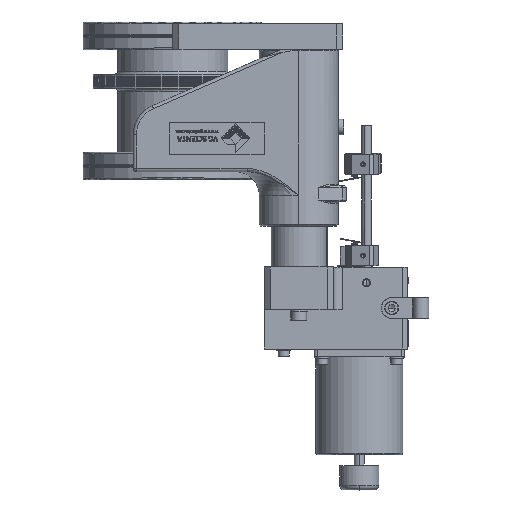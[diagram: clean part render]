
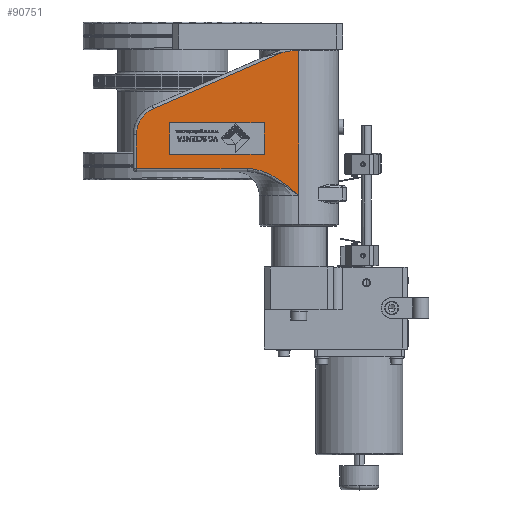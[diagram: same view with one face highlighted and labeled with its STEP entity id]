
A CAD part, top view. The second image highlights one B-rep face of the part: STEP entity #90751.
In plain terms, the highlighted planar face has unit normal (0, 0, 1).
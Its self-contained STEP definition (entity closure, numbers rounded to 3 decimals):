
#5841=CARTESIAN_POINT('',(80.,-110.,65.));
#9931=CARTESIAN_POINT('',(80.,-18.077,65.));
#9932=CARTESIAN_POINT('',(79.588,-18.077,65.));
#9933=CARTESIAN_POINT('',(78.762,-18.089,65.));
#9934=CARTESIAN_POINT('',(77.517,-18.142,65.));
#9935=CARTESIAN_POINT('',(76.268,-18.231,65.));
#9936=CARTESIAN_POINT('',(75.008,-18.357,65.));
#9937=CARTESIAN_POINT('',(73.764,-18.514,65.));
#9938=CARTESIAN_POINT('',(72.509,-18.706,65.));
#9939=CARTESIAN_POINT('',(71.246,-18.931,65.));
#9940=CARTESIAN_POINT('',(70.395,-19.104,65.));
#9941=CARTESIAN_POINT('',(69.968,-19.196,65.));
#9943=CARTESIAN_POINT('',(69.968,-19.196,65.));
#10043=DIRECTION('',(0.,-1.,0.));
#10044=VECTOR('',#10043,91.923);
#10045=CARTESIAN_POINT('',(80.,-18.077,65.));
#10046=LINE('',#10045,#10044);
#10047=CARTESIAN_POINT('',(-5.,-71.548,65.));
#10048=DIRECTION('',(0.,0.,-1.));
#10049=DIRECTION('',(-1.,0.,0.));
#10050=AXIS2_PLACEMENT_3D('',#10047,#10048,#10049);
#10052=DIRECTION('',(0.917,0.4,0.));
#10053=VECTOR('',#10052,89.649);
#10054=CARTESIAN_POINT('',(-12.199,-55.051,65.));
#10055=LINE('',#10054,#10053);
#10056=DIRECTION('',(-1.,0.,0.));
#10057=VECTOR('',#10056,60.);
#10058=CARTESIAN_POINT('',(58.,-64.,65.));
#10059=LINE('',#10058,#10057);
#10060=DIRECTION('',(0.,-1.,0.));
#10061=VECTOR('',#10060,20.);
#10062=CARTESIAN_POINT('',(-2.,-64.,65.));
#10063=LINE('',#10062,#10061);
#10064=DIRECTION('',(1.,0.,0.));
#10065=VECTOR('',#10064,60.);
#10066=CARTESIAN_POINT('',(-2.,-84.,65.));
#10067=LINE('',#10066,#10065);
#10068=DIRECTION('',(0.,1.,0.));
#10069=VECTOR('',#10068,20.);
#10070=CARTESIAN_POINT('',(58.,-84.,65.));
#10071=LINE('',#10070,#10069);
#10072=CARTESIAN_POINT('',(47.274,-93.,65.));
#10073=CARTESIAN_POINT('',(47.772,-92.999,
65.));
#10074=CARTESIAN_POINT('',(48.792,-93.03,
65.));
#10075=CARTESIAN_POINT('',(50.37,-93.166,
65.));
#10076=CARTESIAN_POINT('',(52.053,-93.417,65.));
#10077=CARTESIAN_POINT('',(53.559,-93.724,65.));
#10078=CARTESIAN_POINT('',(55.284,-94.169,65.));
#10079=CARTESIAN_POINT('',(56.926,-94.691,65.));
#10080=CARTESIAN_POINT('',(58.601,-95.31,65.));
#10081=CARTESIAN_POINT('',(60.32,-96.046,65.));
#10082=CARTESIAN_POINT('',(61.735,-96.723,65.));
#10083=CARTESIAN_POINT('',(63.241,-97.507,65.));
#10084=CARTESIAN_POINT('',(64.723,-98.35,65.));
#10085=CARTESIAN_POINT('',(65.941,-99.089,65.));
#10086=CARTESIAN_POINT('',(67.337,-99.988,65.));
#10087=CARTESIAN_POINT('',(68.461,-100.751,65.));
#10088=CARTESIAN_POINT('',(69.821,-101.715,65.));
#10089=CARTESIAN_POINT('',(71.069,-102.64,65.));
#10090=CARTESIAN_POINT('',(72.313,-103.595,65.));
#10091=CARTESIAN_POINT('',(73.724,-104.713,65.));
#10092=CARTESIAN_POINT('',(75.238,-105.953,65.));
#10093=CARTESIAN_POINT('',(76.607,-107.098,65.));
#10094=CARTESIAN_POINT('',(78.201,-108.454,65.));
#10095=CARTESIAN_POINT('',(79.379,-109.465,65.));
#10096=CARTESIAN_POINT('',(80.,-110.,65.));
#10098=DIRECTION('',(1.,0.,0.));
#10099=VECTOR('',#10098,70.274);
#10100=CARTESIAN_POINT('',(-23.,-93.,65.));
#10101=LINE('',#10100,#10099);
#10525=DIRECTION('',(0.,-1.,0.));
#10526=VECTOR('',#10525,21.452);
#10527=CARTESIAN_POINT('',(-23.,-71.548,65.));
#10528=LINE('',#10527,#10526);
#64878=VERTEX_POINT('',#5841);
#65036=CARTESIAN_POINT('',(80.,-18.077,65.));
#65037=VERTEX_POINT('',#65036);
#65212=VERTEX_POINT('',#9943);
#65213=VERTEX_POINT('',#10072);
#65214=CARTESIAN_POINT('',(-23.,-93.,65.));
#65215=VERTEX_POINT('',#65214);
#65216=CARTESIAN_POINT('',(-23.,-71.548,65.));
#65217=VERTEX_POINT('',#65216);
#65218=CARTESIAN_POINT('',(-12.199,-55.051,65.));
#65219=VERTEX_POINT('',#65218);
#80821=CARTESIAN_POINT('',(58.,-64.,65.));
#80822=CARTESIAN_POINT('',(-2.,-64.,65.));
#80823=VERTEX_POINT('',#80821);
#80824=VERTEX_POINT('',#80822);
#80825=CARTESIAN_POINT('',(-2.,-84.,65.));
#80826=VERTEX_POINT('',#80825);
#80827=CARTESIAN_POINT('',(58.,-84.,65.));
#80828=VERTEX_POINT('',#80827);
#90722=CARTESIAN_POINT('',(28.5,-64.039,65.));
#90723=DIRECTION('',(0.,0.,1.));
#90724=DIRECTION('',(1.,0.,0.));
#90725=AXIS2_PLACEMENT_3D('',#90722,#90723,#90724);
#90726=PLANE('',#90725);
#90727=ORIENTED_EDGE('',*,*,#90698,.F.);
#90728=ORIENTED_EDGE('',*,*,#90683,.T.);
#90730=ORIENTED_EDGE('',*,*,#90729,.F.);
#90732=ORIENTED_EDGE('',*,*,#90731,.F.);
#90734=ORIENTED_EDGE('',*,*,#90733,.F.);
#90736=ORIENTED_EDGE('',*,*,#90735,.T.);
#90738=ORIENTED_EDGE('',*,*,#90737,.T.);
#90739=EDGE_LOOP('',(#90727,#90728,#90730,#90732,#90734,#90736,#90738));
#90740=FACE_OUTER_BOUND('',#90739,.F.);
#90742=ORIENTED_EDGE('',*,*,#90741,.T.);
#90744=ORIENTED_EDGE('',*,*,#90743,.T.);
#90746=ORIENTED_EDGE('',*,*,#90745,.T.);
#90748=ORIENTED_EDGE('',*,*,#90747,.T.);
#90749=EDGE_LOOP('',(#90742,#90744,#90746,#90748));
#90750=FACE_BOUND('',#90749,.F.);
#9942=B_SPLINE_CURVE_WITH_KNOTS('',3,(#9931,#9932,#9933,#9934,#9935,#9936,#9937,
#9938,#9939,#9940,#9941),.UNSPECIFIED.,.F.,.F.,(4,1,1,1,1,1,1,1,4),(0.,
0.125,0.25,0.375,0.5,0.625,0.75,0.875,1.),.UNSPECIFIED.);
#10051=CIRCLE('',#10050,18.);
#10097=B_SPLINE_CURVE_WITH_KNOTS('',3,(#10072,#10073,#10074,#10075,#10076,
#10077,#10078,#10079,#10080,#10081,#10082,#10083,#10084,#10085,#10086,#10087,
#10088,#10089,#10090,#10091,#10092,#10093,#10094,#10095,#10096),.UNSPECIFIED.,
.F.,.F.,(4,1,1,1,1,1,1,1,1,1,1,1,1,1,1,1,1,1,1,1,1,1,4),(0.,0.045,
0.091,0.136,0.182,0.227,
0.273,0.318,0.364,0.409,
0.455,0.5,0.545,0.591,0.636,
0.682,0.727,0.773,0.818,
0.864,0.909,0.955,1.),.UNSPECIFIED.);
#90683=EDGE_CURVE('',#65037,#64878,#10046,.T.);
#90698=EDGE_CURVE('',#65037,#65212,#9942,.T.);
#90729=EDGE_CURVE('',#65213,#64878,#10097,.T.);
#90731=EDGE_CURVE('',#65215,#65213,#10101,.T.);
#90733=EDGE_CURVE('',#65217,#65215,#10528,.T.);
#90735=EDGE_CURVE('',#65217,#65219,#10051,.T.);
#90737=EDGE_CURVE('',#65219,#65212,#10055,.T.);
#90741=EDGE_CURVE('',#80823,#80824,#10059,.T.);
#90743=EDGE_CURVE('',#80824,#80826,#10063,.T.);
#90745=EDGE_CURVE('',#80826,#80828,#10067,.T.);
#90747=EDGE_CURVE('',#80828,#80823,#10071,.T.);
#90751=ADVANCED_FACE('',(#90740,#90750),#90726,.T.);
